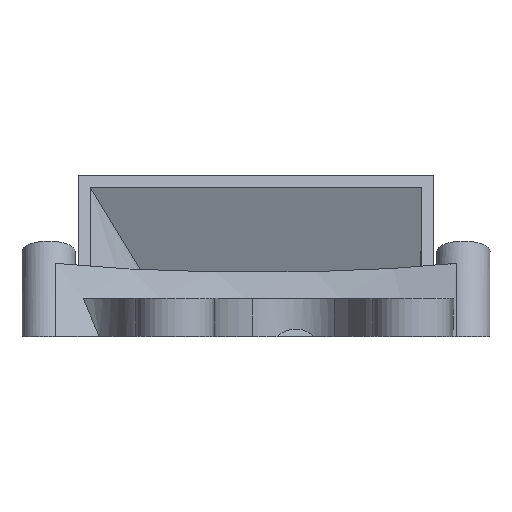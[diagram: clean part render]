
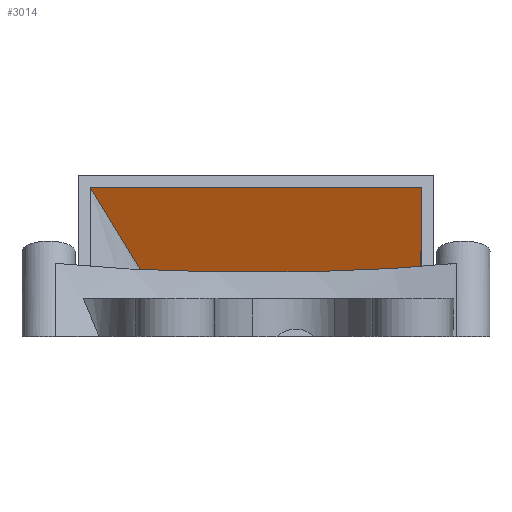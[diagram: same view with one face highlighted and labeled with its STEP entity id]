
A CAD part, top view. The second image highlights one B-rep face of the part: STEP entity #3014.
In plain terms, the highlighted planar face has unit normal (0, -0.363, 0.932).
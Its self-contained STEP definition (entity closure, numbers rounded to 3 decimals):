
#62=PLANE('',#3214);
#278=FACE_OUTER_BOUND('',#456,.T.);
#456=EDGE_LOOP('',(#2561,#2562,#2563,#2564));
#819=LINE('',#9577,#1019);
#825=LINE('',#9613,#1025);
#826=LINE('',#9615,#1026);
#827=LINE('',#9616,#1027);
#1019=VECTOR('',#3694,10.);
#1025=VECTOR('',#3702,10.);
#1026=VECTOR('',#3705,10.);
#1027=VECTOR('',#3706,10.);
#1338=VERTEX_POINT('',#9574);
#1339=VERTEX_POINT('',#9576);
#1343=VERTEX_POINT('',#9606);
#1344=VERTEX_POINT('',#9608);
#1756=EDGE_CURVE('',#1338,#1339,#819,.T.);
#1764=EDGE_CURVE('',#1343,#1344,#825,.T.);
#1765=EDGE_CURVE('',#1338,#1343,#826,.T.);
#1766=EDGE_CURVE('',#1339,#1344,#827,.T.);
#2561=ORIENTED_EDGE('',*,*,#1765,.T.);
#2562=ORIENTED_EDGE('',*,*,#1764,.T.);
#2563=ORIENTED_EDGE('',*,*,#1766,.F.);
#2564=ORIENTED_EDGE('',*,*,#1756,.F.);
#3014=ADVANCED_FACE('',(#278),#62,.F.);
#3214=AXIS2_PLACEMENT_3D('',#9614,#3703,#3704);
#3694=DIRECTION('',(-0.495,0.81,0.315));
#3702=DIRECTION('',(0.013,0.932,0.363));
#3703=DIRECTION('center_axis',(0.,0.363,-0.932));
#3704=DIRECTION('ref_axis',(-1.,0.,0.));
#3705=DIRECTION('',(1.,0.,0.));
#3706=DIRECTION('',(1.,0.,0.));
#9574=CARTESIAN_POINT('',(19.126,3.372,-47.254));
#9576=CARTESIAN_POINT('',(12.67,13.942,-43.137));
#9577=CARTESIAN_POINT('',(19.126,3.372,-47.254));
#9606=CARTESIAN_POINT('',(40.526,3.372,-47.254));
#9608=CARTESIAN_POINT('',(40.67,13.942,-43.137));
#9613=CARTESIAN_POINT('',(40.526,3.372,-47.254));
#9614=CARTESIAN_POINT('Origin',(40.526,3.372,-47.254));
#9615=CARTESIAN_POINT('',(40.526,3.372,-47.254));
#9616=CARTESIAN_POINT('',(33.598,13.942,-43.137));
